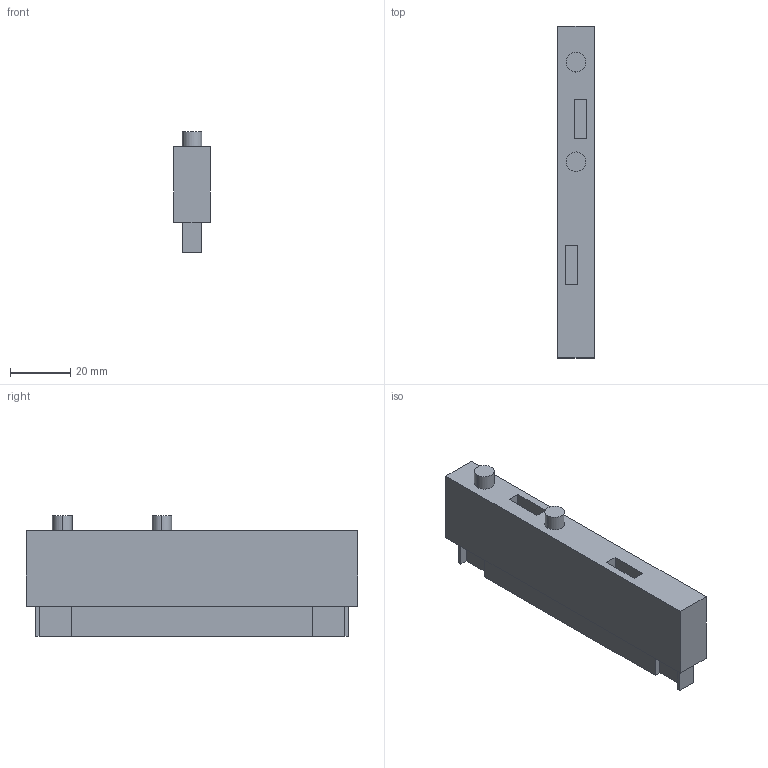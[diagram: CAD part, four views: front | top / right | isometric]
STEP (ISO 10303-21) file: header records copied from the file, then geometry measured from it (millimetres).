
FILE_DESCRIPTION (( 'STEP AP214' ), '1' );
FILE_NAME ('F000621,F000622_3D.step', '2022-10-10T14:04:05', ( '' ), ( '' ), 'SwSTEP 2.0', 'SolidWorks 2020', '' );
FILE_SCHEMA (( 'AUTOMOTIVE_DESIGN' ));
Length unit declared in the file: millimetre
Products named in the file (1): F000621,F000622_3D
Bounding box: 12 x 110 x 40 mm (x, y, z)
Volume: 26258.3 mm3; surface area: 22456.2 mm2
Topology: 1 solids, 1 shells, 63 faces, 164 edges, 108 vertices
Faces by surface type: plane 55, cylinder 8
Entity records: 1940 total; most frequent: CARTESIAN_POINT 336, ORIENTED_EDGE 328, DIRECTION 308, EDGE_CURVE 164, LINE 148, VECTOR 148, VERTEX_POINT 108, AXIS2_PLACEMENT_3D 80
